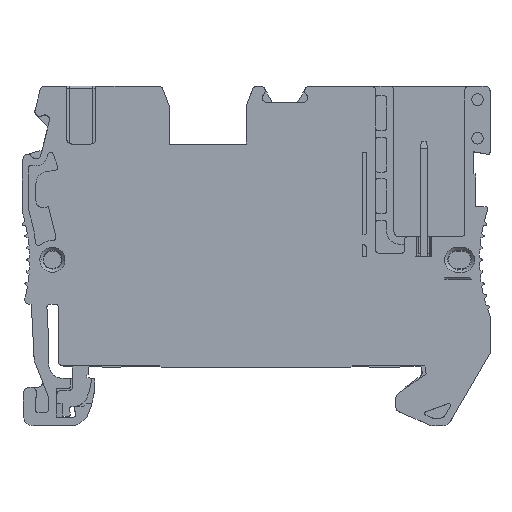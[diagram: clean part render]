
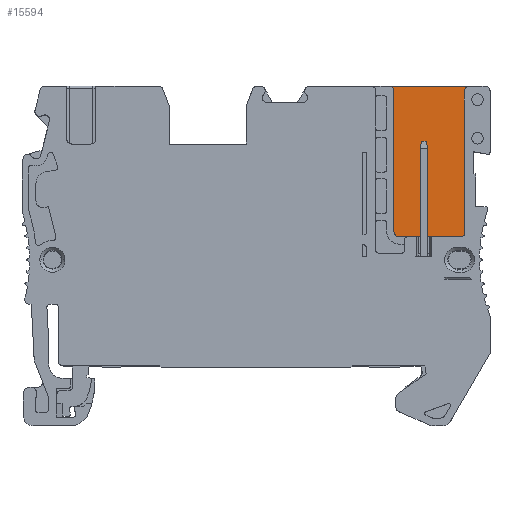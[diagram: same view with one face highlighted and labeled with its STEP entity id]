
A CAD part, top view. The second image highlights one B-rep face of the part: STEP entity #15594.
In plain terms, the highlighted planar face has unit normal (0, 0, 1).
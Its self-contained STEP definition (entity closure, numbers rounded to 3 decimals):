
#3254=DIRECTION('',(-1.,0.,0.));
#3255=VECTOR('',#3254,8.3);
#3256=CARTESIAN_POINT('',(27.1,29.2,-1.9));
#3257=LINE('',#3256,#3255);
#5514=CARTESIAN_POINT('',(27.1,28.7,-1.9));
#5515=DIRECTION('',(0.,0.,1.));
#5516=DIRECTION('',(0.,1.,0.));
#5517=AXIS2_PLACEMENT_3D('',#5514,#5515,#5516);
#5519=DIRECTION('',(0.,-1.,0.));
#5520=VECTOR('',#5519,14.8);
#5521=CARTESIAN_POINT('',(26.6,28.7,-1.9));
#5522=LINE('',#5521,#5520);
#5523=CARTESIAN_POINT('',(26.3,13.9,-1.9));
#5524=DIRECTION('',(0.,0.,-1.));
#5525=DIRECTION('',(1.,0.,0.));
#5526=AXIS2_PLACEMENT_3D('',#5523,#5524,#5525);
#5528=DIRECTION('',(-1.,0.,0.));
#5529=VECTOR('',#5528,6.5);
#5530=CARTESIAN_POINT('',(26.3,13.6,-1.9));
#5531=LINE('',#5530,#5529);
#5532=CARTESIAN_POINT('',(19.8,14.1,-1.9));
#5533=DIRECTION('',(0.,0.,-1.));
#5534=DIRECTION('',(0.,-1.,0.));
#5535=AXIS2_PLACEMENT_3D('',#5532,#5533,#5534);
#5537=DIRECTION('',(0.,1.,0.));
#5538=VECTOR('',#5537,14.6);
#5539=CARTESIAN_POINT('',(19.3,14.1,-1.9));
#5540=LINE('',#5539,#5538);
#5541=CARTESIAN_POINT('',(18.8,28.7,-1.9));
#5542=DIRECTION('',(0.,0.,1.));
#5543=DIRECTION('',(1.,0.,0.));
#5544=AXIS2_PLACEMENT_3D('',#5541,#5542,#5543);
#7807=CARTESIAN_POINT('',(27.1,29.2,-1.9));
#7808=VERTEX_POINT('',#7807);
#7809=CARTESIAN_POINT('',(18.8,29.2,-1.9));
#7810=VERTEX_POINT('',#7809);
#7841=CARTESIAN_POINT('',(26.6,28.7,-1.9));
#7842=VERTEX_POINT('',#7841);
#7843=CARTESIAN_POINT('',(26.6,13.9,-1.9));
#7844=VERTEX_POINT('',#7843);
#7845=CARTESIAN_POINT('',(26.3,13.6,-1.9));
#7846=VERTEX_POINT('',#7845);
#7853=CARTESIAN_POINT('',(19.8,13.6,-1.9));
#7854=VERTEX_POINT('',#7853);
#8252=CARTESIAN_POINT('',(19.3,28.7,-1.9));
#8253=VERTEX_POINT('',#8252);
#8254=CARTESIAN_POINT('',(19.3,14.1,-1.9));
#8255=VERTEX_POINT('',#8254);
#15577=CARTESIAN_POINT('',(0.,0.,-1.9));
#15578=DIRECTION('',(0.,0.,1.));
#15579=DIRECTION('',(1.,0.,0.));
#15580=AXIS2_PLACEMENT_3D('',#15577,#15578,#15579);
#15581=PLANE('',#15580);
#15582=ORIENTED_EDGE('',*,*,#12212,.F.);
#15583=ORIENTED_EDGE('',*,*,#12244,.T.);
#15584=ORIENTED_EDGE('',*,*,#12258,.T.);
#15585=ORIENTED_EDGE('',*,*,#12272,.T.);
#15586=ORIENTED_EDGE('',*,*,#12292,.T.);
#15588=ORIENTED_EDGE('',*,*,#15587,.T.);
#15590=ORIENTED_EDGE('',*,*,#15589,.T.);
#15591=ORIENTED_EDGE('',*,*,#15570,.T.);
#15592=EDGE_LOOP('',(#15582,#15583,#15584,#15585,#15586,#15588,#15590,#15591));
#15593=FACE_OUTER_BOUND('',#15592,.F.);
#15594=ADVANCED_FACE('',(#15593),#15581,.T.);
#5518=CIRCLE('',#5517,0.5);
#5527=CIRCLE('',#5526,0.3);
#5536=CIRCLE('',#5535,0.5);
#5545=CIRCLE('',#5544,0.5);
#12212=EDGE_CURVE('',#7808,#7810,#3257,.T.);
#12244=EDGE_CURVE('',#7808,#7842,#5518,.T.);
#12258=EDGE_CURVE('',#7842,#7844,#5522,.T.);
#12272=EDGE_CURVE('',#7844,#7846,#5527,.T.);
#12292=EDGE_CURVE('',#7846,#7854,#5531,.T.);
#15570=EDGE_CURVE('',#8253,#7810,#5545,.T.);
#15587=EDGE_CURVE('',#7854,#8255,#5536,.T.);
#15589=EDGE_CURVE('',#8255,#8253,#5540,.T.);
